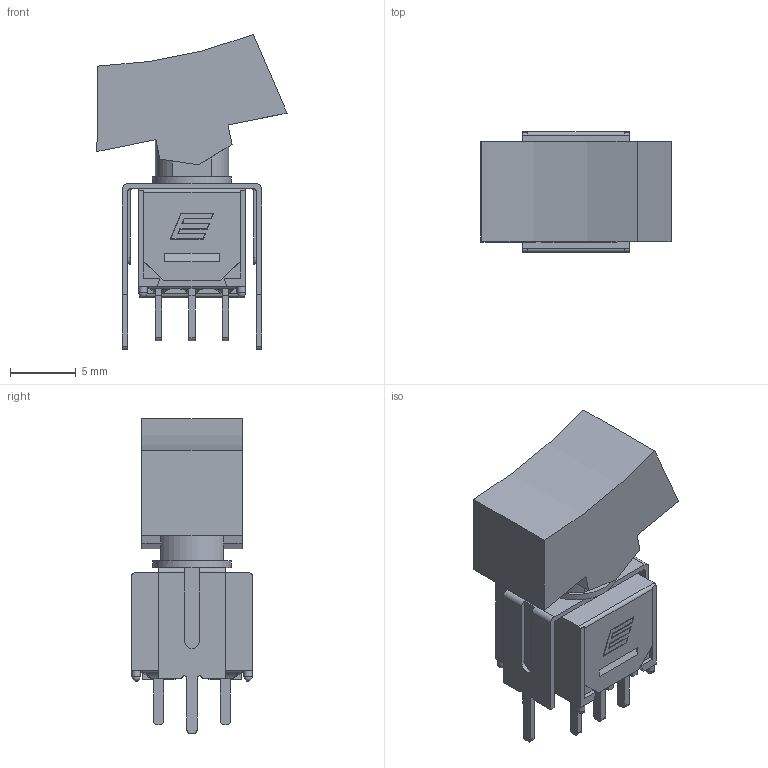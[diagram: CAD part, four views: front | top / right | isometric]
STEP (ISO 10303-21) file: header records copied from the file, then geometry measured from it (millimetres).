
FILE_DESCRIPTION((' '),'2;1');
FILE_NAME('400MDPxR1xxxVS2xE.stp','2017-07-21T15:05:32',(' '),(' '),' ','ACIS',' ');
FILE_SCHEMA(('CONFIG_CONTROL_DESIGN'));
Length unit declared in the file: inch
Products named in the file (1): 400MDPxR1xxxVS2xE.stp
Bounding box: 14.44 x 9.14 x 23.91 mm (x, y, z)
Volume: 783.8 mm3; surface area: 1877.4 mm2
Topology: 1 solids, 2 shells, 300 faces, 848 edges, 553 vertices
Faces by surface type: plane 218, cylinder 59, bspline 16, sphere 6, cone 1
Full cylindrical faces by diameter (mm): 0.65 x4, 2.15 x2, 3.25 x1, 6 x1
Entity records: 12416 total; most frequent: CARTESIAN_POINT 4673, ORIENTED_EDGE 1638, DIRECTION 1512, EDGE_CURVE 819, VECTOR 604, LINE 604, VERTEX_POINT 540, AXIS2_PLACEMENT_3D 454
